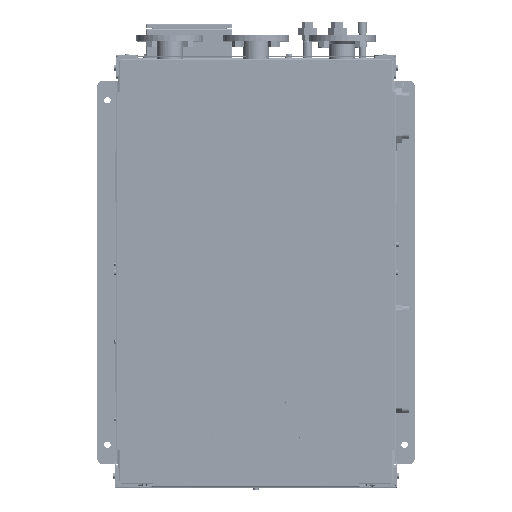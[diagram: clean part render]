
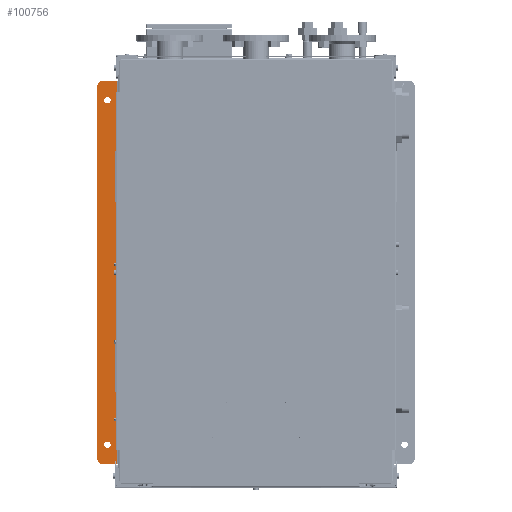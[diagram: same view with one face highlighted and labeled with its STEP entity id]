
A CAD part, top view. The second image highlights one B-rep face of the part: STEP entity #100756.
In plain terms, the highlighted planar face has unit normal (0, 0, 1).
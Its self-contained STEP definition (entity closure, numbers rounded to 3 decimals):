
#2254=FACE_BOUND('',#19688,.T.);
#2255=FACE_BOUND('',#19689,.T.);
#6348=CIRCLE('',#110160,10.);
#6349=CIRCLE('',#110162,10.);
#6350=CIRCLE('',#110163,7.5);
#6351=CIRCLE('',#110164,7.5);
#13452=FACE_OUTER_BOUND('',#19687,.T.);
#19687=EDGE_LOOP('',(#81648,#81649,#81650,#81651,#81652,#81653));
#19688=EDGE_LOOP('',(#81654));
#19689=EDGE_LOOP('',(#81655));
#27584=LINE('',#170857,#35745);
#27592=LINE('',#170883,#35753);
#27689=LINE('',#171206,#35850);
#27690=LINE('',#171212,#35851);
#35745=VECTOR('',#134260,10.);
#35753=VECTOR('',#134284,10.);
#35850=VECTOR('',#134631,1.82);
#35851=VECTOR('',#134640,1.82);
#44925=VERTEX_POINT('',#170855);
#44926=VERTEX_POINT('',#170856);
#44935=VERTEX_POINT('',#170879);
#44936=VERTEX_POINT('',#170881);
#45037=VERTEX_POINT('',#171204);
#45038=VERTEX_POINT('',#171210);
#45039=VERTEX_POINT('',#171213);
#45040=VERTEX_POINT('',#171215);
#57503=EDGE_CURVE('',#44925,#44926,#27584,.T.);
#57517=EDGE_CURVE('',#44935,#44936,#27592,.T.);
#57680=EDGE_CURVE('',#45037,#44925,#27689,.T.);
#57681=EDGE_CURVE('',#45037,#44936,#6348,.T.);
#57682=EDGE_CURVE('',#44935,#45038,#6349,.T.);
#57683=EDGE_CURVE('',#45038,#44926,#27690,.T.);
#57684=EDGE_CURVE('',#45039,#45039,#6350,.T.);
#57685=EDGE_CURVE('',#45040,#45040,#6351,.T.);
#81648=ORIENTED_EDGE('',*,*,#57682,.F.);
#81649=ORIENTED_EDGE('',*,*,#57517,.T.);
#81650=ORIENTED_EDGE('',*,*,#57681,.F.);
#81651=ORIENTED_EDGE('',*,*,#57680,.T.);
#81652=ORIENTED_EDGE('',*,*,#57503,.T.);
#81653=ORIENTED_EDGE('',*,*,#57683,.F.);
#81654=ORIENTED_EDGE('',*,*,#57684,.T.);
#81655=ORIENTED_EDGE('',*,*,#57685,.T.);
#90454=PLANE('',#110161);
#100756=ADVANCED_FACE('',(#13452,#2254,#2255),#90454,.T.);
#110160=AXIS2_PLACEMENT_3D('',#171208,#134634,#134635);
#110161=AXIS2_PLACEMENT_3D('',#171209,#134636,#134637);
#110162=AXIS2_PLACEMENT_3D('',#171211,#134638,#134639);
#110163=AXIS2_PLACEMENT_3D('',#171214,#134641,#134642);
#110164=AXIS2_PLACEMENT_3D('',#171216,#134643,#134644);
#134260=DIRECTION('',(0.,1.,0.));
#134284=DIRECTION('',(0.,-1.,0.));
#134631=DIRECTION('',(1.,0.,0.));
#134634=DIRECTION('center_axis',(0.,0.,
-1.));
#134635=DIRECTION('ref_axis',(-0.707,-0.707,0.));
#134636=DIRECTION('center_axis',(0.,0.,
1.));
#134637=DIRECTION('ref_axis',(-1.,0.,0.));
#134638=DIRECTION('center_axis',(0.,0.,
-1.));
#134639=DIRECTION('ref_axis',(-0.707,0.707,0.));
#134640=DIRECTION('',(1.,0.,0.));
#134641=DIRECTION('center_axis',(0.,0.,
-1.));
#134642=DIRECTION('ref_axis',(1.,0.,0.));
#134643=DIRECTION('center_axis',(0.,0.,
-1.));
#134644=DIRECTION('ref_axis',(1.,0.,0.));
#170855=CARTESIAN_POINT('',(-321.5,-444.,3.));
#170856=CARTESIAN_POINT('',(-321.5,444.,3.));
#170857=CARTESIAN_POINT('',(-321.5,0.,3.));
#170879=CARTESIAN_POINT('',(-368.,434.,3.));
#170881=CARTESIAN_POINT('',(-368.,-434.,3.));
#170883=CARTESIAN_POINT('',(-368.,444.,3.));
#171204=CARTESIAN_POINT('',(-358.,-444.,3.));
#171206=CARTESIAN_POINT('',(-315.782,-444.,3.));
#171208=CARTESIAN_POINT('Origin',(-358.,-434.,3.));
#171209=CARTESIAN_POINT('Origin',(-343.321,0.,
3.));
#171210=CARTESIAN_POINT('',(-358.,444.,3.));
#171211=CARTESIAN_POINT('Origin',(-358.,434.,3.));
#171212=CARTESIAN_POINT('',(-315.782,444.,3.));
#171213=CARTESIAN_POINT('',(-352.5,400.,3.));
#171214=CARTESIAN_POINT('Origin',(-345.,400.,3.));
#171215=CARTESIAN_POINT('',(-352.5,-400.,3.));
#171216=CARTESIAN_POINT('Origin',(-345.,-400.,3.));
